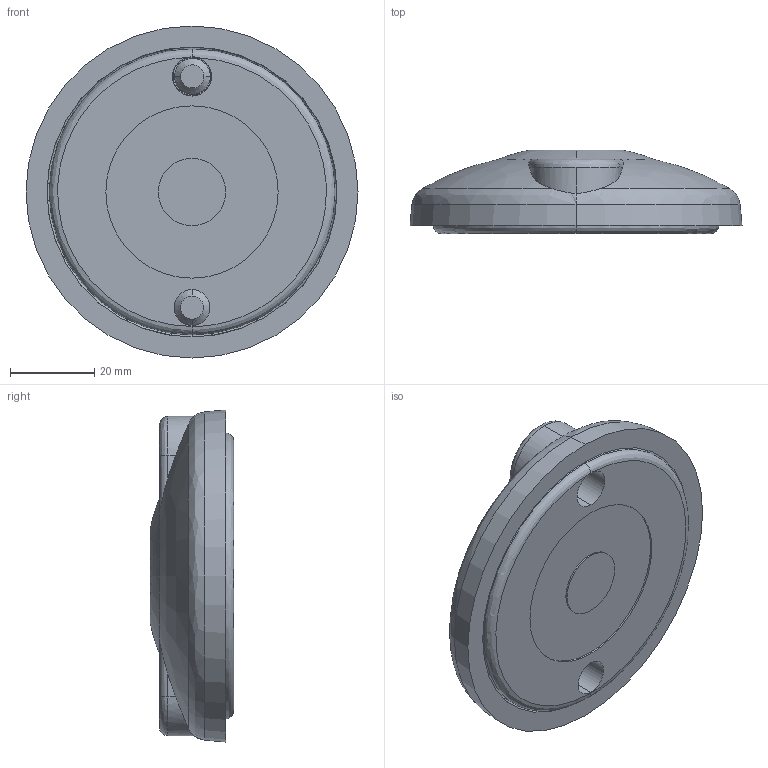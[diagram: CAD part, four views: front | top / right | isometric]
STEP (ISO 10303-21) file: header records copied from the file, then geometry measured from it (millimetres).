
FILE_DESCRIPTION (( 'STEP AP214' ), '1' );
FILE_NAME ('098a080kbzg.STEP', '2014-08-22T13:06:29', ( '' ), ( '' ), 'SwSTEP 2.0', 'SolidWorks 2014', '' );
FILE_SCHEMA (( 'AUTOMOTIVE_DESIGN' ));
Length unit declared in the file: millimetre
Products named in the file (1): 098a080kbzg
Bounding box: 79 x 19.9 x 79 mm (x, y, z)
Volume: 55650.6 mm3; surface area: 27318.9 mm2
Topology: 2 solids, 2 shells, 202 faces, 531 edges, 342 vertices
Faces by surface type: bspline 70, plane 59, cylinder 41, cone 32
Entity records: 10327 total; most frequent: CARTESIAN_POINT 3551, ORIENTED_EDGE 1062, DIRECTION 807, EDGE_CURVE 531, VERTEX_POINT 342, AXIS2_PLACEMENT_3D 330, EDGE_LOOP 217, UNCERTAINTY_MEASURE_WITH_UNIT 206
